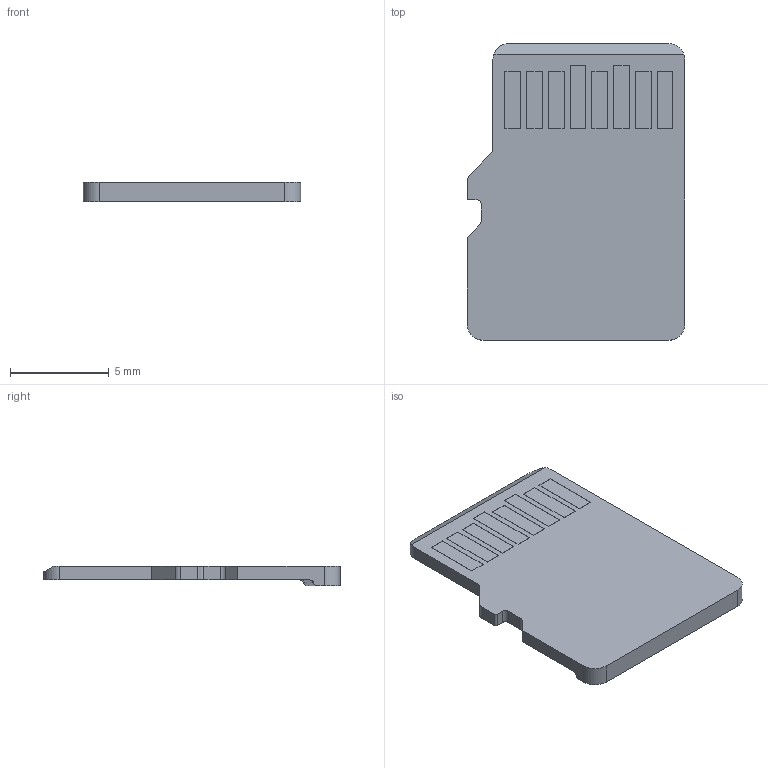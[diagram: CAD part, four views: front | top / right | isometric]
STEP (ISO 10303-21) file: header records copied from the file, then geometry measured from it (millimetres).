
FILE_DESCRIPTION(('FreeCAD Model'),'2;1');
FILE_NAME('Open CASCADE Shape Model','2025-04-27T22:56:12',( 'kicad StepUp'),('ksu MCAD'),'Open CASCADE STEP processor 7.8', 'FreeCAD','Unknown');
FILE_SCHEMA(('AUTOMOTIVE_DESIGN { 1 0 10303 214 1 1 1 1 }'));
Length unit declared in the file: millimetre
Products named in the file (1): microSD
Bounding box: 11 x 15 x 1 mm (x, y, z)
Volume: 112.6 mm3; surface area: 402.9 mm2
Topology: 9 solids, 9 shells, 112 faces, 258 edges, 172 vertices
Faces by surface type: plane 102, cylinder 8, torus 2
Entity records: 3217 total; most frequent: CARTESIAN_POINT 567, ORIENTED_EDGE 516, DIRECTION 501, EDGE_CURVE 258, LINE 233, VECTOR 233, VERTEX_POINT 172, AXIS2_PLACEMENT_3D 134
